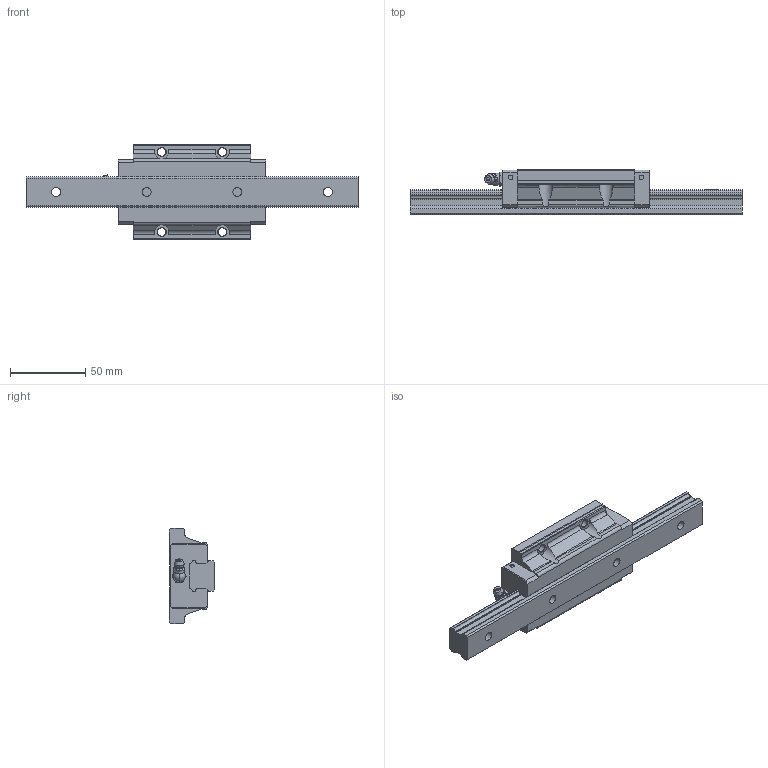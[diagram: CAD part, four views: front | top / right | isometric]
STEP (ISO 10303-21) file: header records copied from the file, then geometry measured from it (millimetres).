
FILE_DESCRIPTION( ( '' ), '1' );
FILE_NAME( 'SHS20LC1SS220200B-M6F61000.stp', '2015-10-08T14:25:37', ( '' ), ( '' ), ' ', ' ', ' ' );
FILE_SCHEMA( ( 'automotive_design' ) );
Length unit declared in the file: millimetre
Products named in the file (3): 1; 2; 3
Bounding box: 220 x 30 x 63 mm (x, y, z)
Volume: 166759.2 mm3; surface area: 40030.3 mm2
Topology: 3 solids, 3 shells, 264 faces, 707 edges, 454 vertices
Faces by surface type: plane 118, cylinder 96, cone 38, torus 6, sphere 6
Entity records: 16427 total; most frequent: CARTESIAN_POINT 1766, DIRECTION 1446, STYLED_ITEM 1420, PRESENTATION_STYLE_ASSIGNMENT 1420, COLOUR_RGB 1420, ORIENTED_EDGE 1398, EDGE_CURVE 699, CURVE_STYLE 699
